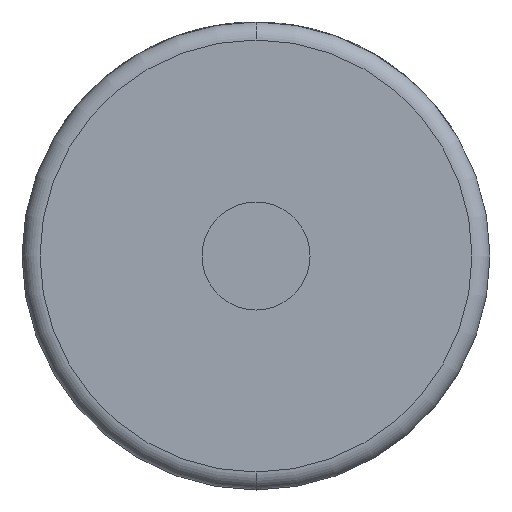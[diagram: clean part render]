
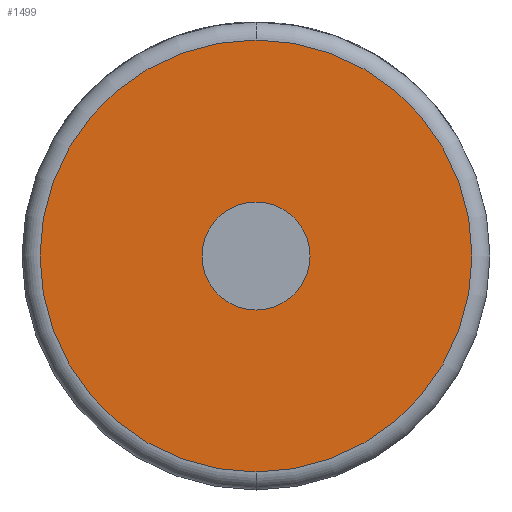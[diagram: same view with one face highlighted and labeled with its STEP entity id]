
A CAD part, front view. The second image highlights one B-rep face of the part: STEP entity #1499.
In plain terms, the highlighted planar face has unit normal (0, -1, 0).
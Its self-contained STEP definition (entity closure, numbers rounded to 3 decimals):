
#147 = ORIENTED_EDGE ( 'NONE', *, *, #2224, .T. ) ;
#298 = CIRCLE ( 'NONE', #1607, 24. ) ;
#466 = DIRECTION ( 'NONE',  ( 0., 0., 1. ) ) ;
#494 = EDGE_CURVE ( 'NONE', #1655, #1798, #4113, .T. ) ;
#878 = CARTESIAN_POINT ( 'NONE',  ( 0., 0., 24. ) ) ;
#1145 = AXIS2_PLACEMENT_3D ( 'NONE', #2554, #4408, #2965 ) ;
#1191 = DIRECTION ( 'NONE',  ( 0., -1., 0. ) ) ;
#1222 = AXIS2_PLACEMENT_3D ( 'NONE', #3965, #2122, #2503 ) ;
#1388 = FACE_BOUND ( 'NONE', #1779, .T. ) ;
#1499 = ADVANCED_FACE ( 'NONE', ( #2419, #1388 ), #3197, .F. ) ;
#1561 = CARTESIAN_POINT ( 'NONE',  ( 0., 0., 6. ) ) ;
#1571 = CIRCLE ( 'NONE', #1222, 24. ) ;
#1607 = AXIS2_PLACEMENT_3D ( 'NONE', #2658, #3769, #466 ) ;
#1655 = VERTEX_POINT ( 'NONE', #1561 ) ;
#1711 = EDGE_LOOP ( 'NONE', ( #147, #4540 ) ) ;
#1779 = EDGE_LOOP ( 'NONE', ( #3361, #2471 ) ) ;
#1798 = VERTEX_POINT ( 'NONE', #4201 ) ;
#1867 = CARTESIAN_POINT ( 'NONE',  ( 0., 0., 0. ) ) ;
#2122 = DIRECTION ( 'NONE',  ( 0., -1., 0. ) ) ;
#2224 = EDGE_CURVE ( 'NONE', #3790, #3830, #298, .T. ) ;
#2332 = CIRCLE ( 'NONE', #2431, 6. ) ;
#2419 = FACE_OUTER_BOUND ( 'NONE', #1711, .T. ) ;
#2431 = AXIS2_PLACEMENT_3D ( 'NONE', #1867, #1191, #4456 ) ;
#2454 = CARTESIAN_POINT ( 'NONE',  ( 0., 0., 0. ) ) ;
#2471 = ORIENTED_EDGE ( 'NONE', *, *, #3673, .F. ) ;
#2503 = DIRECTION ( 'NONE',  ( 0., 0., 1. ) ) ;
#2554 = CARTESIAN_POINT ( 'NONE',  ( 0., 0., 0. ) ) ;
#2658 = CARTESIAN_POINT ( 'NONE',  ( 0., 0., 0. ) ) ;
#2965 = DIRECTION ( 'NONE',  ( 0., 0., 1. ) ) ;
#3197 = PLANE ( 'NONE',  #1145 ) ;
#3316 = AXIS2_PLACEMENT_3D ( 'NONE', #2454, #4669, #4259 ) ;
#3361 = ORIENTED_EDGE ( 'NONE', *, *, #494, .F. ) ;
#3673 = EDGE_CURVE ( 'NONE', #1798, #1655, #2332, .T. ) ;
#3769 = DIRECTION ( 'NONE',  ( 0., -1., 0. ) ) ;
#3790 = VERTEX_POINT ( 'NONE', #878 ) ;
#3830 = VERTEX_POINT ( 'NONE', #4177 ) ;
#3965 = CARTESIAN_POINT ( 'NONE',  ( 0., 0., 0. ) ) ;
#4107 = EDGE_CURVE ( 'NONE', #3830, #3790, #1571, .T. ) ;
#4113 = CIRCLE ( 'NONE', #3316, 6. ) ;
#4177 = CARTESIAN_POINT ( 'NONE',  ( 0., 0., -24. ) ) ;
#4201 = CARTESIAN_POINT ( 'NONE',  ( 0., 0., -6. ) ) ;
#4259 = DIRECTION ( 'NONE',  ( 0., 0., 1. ) ) ;
#4408 = DIRECTION ( 'NONE',  ( 0., 1., 0. ) ) ;
#4456 = DIRECTION ( 'NONE',  ( 0., 0., 1. ) ) ;
#4540 = ORIENTED_EDGE ( 'NONE', *, *, #4107, .T. ) ;
#4669 = DIRECTION ( 'NONE',  ( 0., -1., 0. ) ) ;
